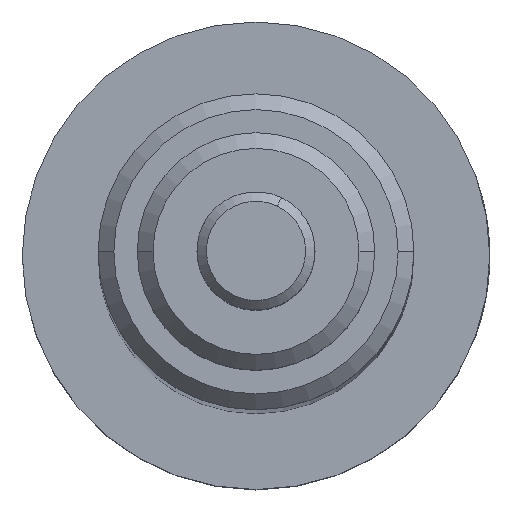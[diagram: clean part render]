
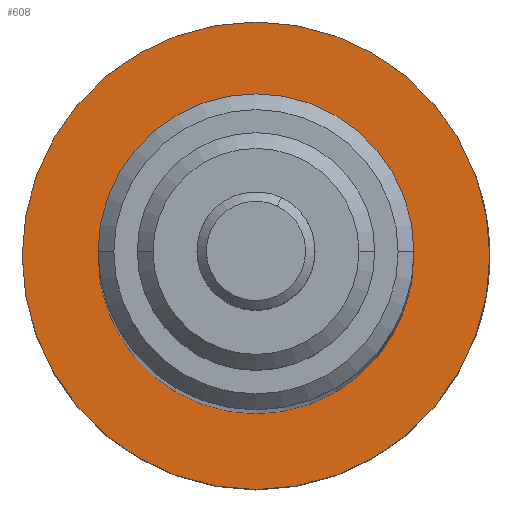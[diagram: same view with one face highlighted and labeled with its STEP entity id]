
A CAD part, top view. The second image highlights one B-rep face of the part: STEP entity #608.
In plain terms, the highlighted face is planar.
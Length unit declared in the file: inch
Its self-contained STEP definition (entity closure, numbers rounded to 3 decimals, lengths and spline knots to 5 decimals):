
#36 = CARTESIAN_POINT ( 'NONE',  ( 3.945, 0., -0.37 ) ) ;
#81 = DIRECTION ( 'NONE',  ( 0., 0., -1. ) ) ;
#273 = PLANE ( 'NONE',  #2586 ) ;
#357 = ORIENTED_EDGE ( 'NONE', *, *, #2267, .F. ) ;
#367 = CARTESIAN_POINT ( 'NONE',  ( 3.945, 0., 0.37 ) ) ;
#432 = VERTEX_POINT ( 'NONE', #36 ) ;
#448 = CIRCLE ( 'NONE', #1367, 0.37 ) ;
#575 = FACE_OUTER_BOUND ( 'NONE', #1200, .T. ) ;
#591 = VERTEX_POINT ( 'NONE', #2533 ) ;
#608 = ADVANCED_FACE ( 'NONE', ( #1126, #575 ), #273, .F. ) ;
#740 = VERTEX_POINT ( 'NONE', #367 ) ;
#805 = AXIS2_PLACEMENT_3D ( 'NONE', #1091, #2541, #1301 ) ;
#859 = AXIS2_PLACEMENT_3D ( 'NONE', #897, #2360, #1119 ) ;
#868 = DIRECTION ( 'NONE',  ( -1., 0., 0. ) ) ;
#897 = CARTESIAN_POINT ( 'NONE',  ( 3.945, 0., 0. ) ) ;
#906 = ORIENTED_EDGE ( 'NONE', *, *, #2500, .F. ) ;
#974 = EDGE_LOOP ( 'NONE', ( #906, #357 ) ) ;
#1013 = EDGE_CURVE ( 'NONE', #740, #432, #448, .T. ) ;
#1091 = CARTESIAN_POINT ( 'NONE',  ( 3.945, 0., 0. ) ) ;
#1109 = CIRCLE ( 'NONE', #805, 0.25 ) ;
#1119 = DIRECTION ( 'NONE',  ( 0., 0., 1. ) ) ;
#1126 = FACE_BOUND ( 'NONE', #974, .T. ) ;
#1158 = EDGE_CURVE ( 'NONE', #432, #740, #2391, .T. ) ;
#1184 = CARTESIAN_POINT ( 'NONE',  ( 3.945, 0., 0. ) ) ;
#1200 = EDGE_LOOP ( 'NONE', ( #1270, #2470 ) ) ;
#1270 = ORIENTED_EDGE ( 'NONE', *, *, #1013, .T. ) ;
#1301 = DIRECTION ( 'NONE',  ( 0., 0., 1. ) ) ;
#1304 = DIRECTION ( 'NONE',  ( 1., 0., 0. ) ) ;
#1367 = AXIS2_PLACEMENT_3D ( 'NONE', #2117, #868, #2330 ) ;
#1376 = DIRECTION ( 'NONE',  ( 0., 0., 1. ) ) ;
#1426 = VERTEX_POINT ( 'NONE', #2540 ) ;
#2117 = CARTESIAN_POINT ( 'NONE',  ( 3.945, 0., 0. ) ) ;
#2129 = CARTESIAN_POINT ( 'NONE',  ( 3.945, 0.37, 0. ) ) ;
#2206 = AXIS2_PLACEMENT_3D ( 'NONE', #1184, #2620, #1376 ) ;
#2267 = EDGE_CURVE ( 'NONE', #591, #1426, #2347, .T. ) ;
#2330 = DIRECTION ( 'NONE',  ( 0., 0., 1. ) ) ;
#2347 = CIRCLE ( 'NONE', #859, 0.25 ) ;
#2360 = DIRECTION ( 'NONE',  ( -1., 0., 0. ) ) ;
#2391 = CIRCLE ( 'NONE', #2206, 0.37 ) ;
#2470 = ORIENTED_EDGE ( 'NONE', *, *, #1158, .T. ) ;
#2500 = EDGE_CURVE ( 'NONE', #1426, #591, #1109, .T. ) ;
#2533 = CARTESIAN_POINT ( 'NONE',  ( 3.945, 0., -0.25 ) ) ;
#2540 = CARTESIAN_POINT ( 'NONE',  ( 3.945, 0., 0.25 ) ) ;
#2541 = DIRECTION ( 'NONE',  ( -1., 0., 0. ) ) ;
#2586 = AXIS2_PLACEMENT_3D ( 'NONE', #2129, #1304, #81 ) ;
#2620 = DIRECTION ( 'NONE',  ( -1., 0., 0. ) ) ;
